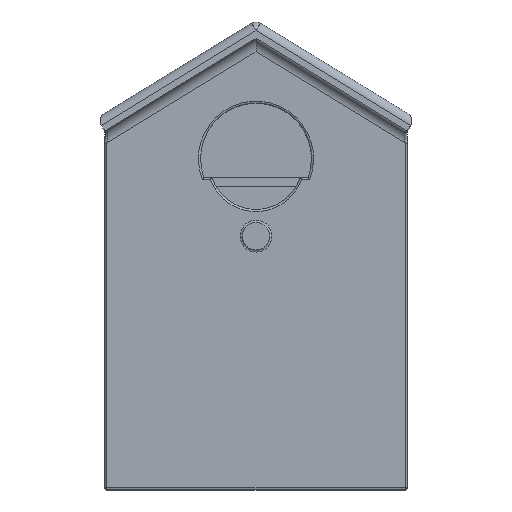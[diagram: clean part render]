
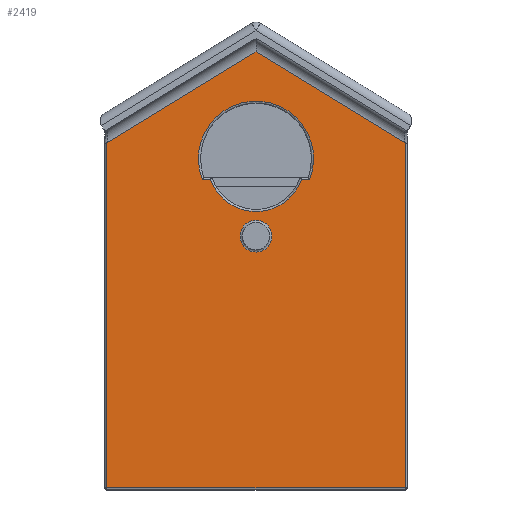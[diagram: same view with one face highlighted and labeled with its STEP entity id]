
A CAD part, front view. The second image highlights one B-rep face of the part: STEP entity #2419.
In plain terms, the highlighted planar face has unit normal (0, -1, 0).
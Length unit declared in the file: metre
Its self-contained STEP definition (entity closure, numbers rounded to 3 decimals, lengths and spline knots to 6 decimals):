
#110=CIRCLE('',#2589,0.013546);
#111=CIRCLE('',#2590,0.016122);
#112=CIRCLE('',#2591,0.004457);
#172=ORIENTED_EDGE('',*,*,#886,.T.);
#173=ORIENTED_EDGE('',*,*,#887,.T.);
#174=ORIENTED_EDGE('',*,*,#888,.T.);
#175=ORIENTED_EDGE('',*,*,#889,.T.);
#176=ORIENTED_EDGE('',*,*,#890,.T.);
#177=ORIENTED_EDGE('',*,*,#891,.T.);
#178=ORIENTED_EDGE('',*,*,#892,.T.);
#179=ORIENTED_EDGE('',*,*,#893,.T.);
#180=ORIENTED_EDGE('',*,*,#894,.T.);
#181=ORIENTED_EDGE('',*,*,#895,.T.);
#886=EDGE_CURVE('',#1243,#1244,#1463,.F.);
#887=EDGE_CURVE('',#1244,#1245,#110,.F.);
#888=EDGE_CURVE('',#1245,#1246,#1464,.F.);
#889=EDGE_CURVE('',#1246,#1243,#111,.F.);
#890=EDGE_CURVE('',#1247,#1247,#112,.F.);
#891=EDGE_CURVE('',#1248,#1249,#1465,.T.);
#892=EDGE_CURVE('',#1249,#1250,#1466,.F.);
#893=EDGE_CURVE('',#1250,#1251,#1467,.T.);
#894=EDGE_CURVE('',#1251,#1252,#1468,.T.);
#895=EDGE_CURVE('',#1252,#1248,#1469,.T.);
#1243=VERTEX_POINT('',#3516);
#1244=VERTEX_POINT('',#3517);
#1245=VERTEX_POINT('',#3519);
#1246=VERTEX_POINT('',#3521);
#1247=VERTEX_POINT('',#3524);
#1248=VERTEX_POINT('',#3526);
#1249=VERTEX_POINT('',#3527);
#1250=VERTEX_POINT('',#3529);
#1251=VERTEX_POINT('',#3531);
#1252=VERTEX_POINT('',#3533);
#1463=LINE('',#3515,#1720);
#1464=LINE('',#3520,#1721);
#1465=LINE('',#3525,#1722);
#1466=LINE('',#3528,#1723);
#1467=LINE('',#3530,#1724);
#1468=LINE('',#3532,#1725);
#1469=LINE('',#3534,#1726);
#1720=VECTOR('',#2814,1.);
#1721=VECTOR('',#2817,1.);
#1722=VECTOR('',#2822,1.);
#1723=VECTOR('',#2823,1.);
#1724=VECTOR('',#2824,1.);
#1725=VECTOR('',#2825,1.);
#1726=VECTOR('',#2826,1.);
#1977=EDGE_LOOP('',(#172,#173,#174,#175));
#1978=EDGE_LOOP('',(#176));
#1979=EDGE_LOOP('',(#177,#178,#179,#180,#181));
#2150=FACE_BOUND('',#1977,.T.);
#2151=FACE_BOUND('',#1978,.T.);
#2152=FACE_BOUND('',#1979,.T.);
#2323=PLANE('',#2588);
#2419=ADVANCED_FACE('',(#2150,#2151,#2152),#2323,.T.);
#2588=AXIS2_PLACEMENT_3D('',#3514,#2812,#2813);
#2589=AXIS2_PLACEMENT_3D('',#3518,#2815,#2816);
#2590=AXIS2_PLACEMENT_3D('',#3522,#2818,#2819);
#2591=AXIS2_PLACEMENT_3D('',#3523,#2820,#2821);
#2812=DIRECTION('',(0.,-1.,0.));
#2813=DIRECTION('',(1.,0.,0.));
#2814=DIRECTION('',(1.,0.,0.));
#2815=DIRECTION('',(0.,-1.,0.));
#2816=DIRECTION('',(0.,0.,-1.));
#2817=DIRECTION('',(1.,0.,0.));
#2818=DIRECTION('',(0.,-1.,0.));
#2819=DIRECTION('',(0.,0.,-1.));
#2820=DIRECTION('',(0.,-1.,0.));
#2821=DIRECTION('',(0.,0.,-1.));
#2822=DIRECTION('',(1.,0.,0.));
#2823=DIRECTION('',(0.,0.,-1.));
#2824=DIRECTION('',(-0.853,0.,0.522));
#2825=DIRECTION('',(-0.853,0.,-0.522));
#2826=DIRECTION('',(0.,0.,-1.));
#3514=CARTESIAN_POINT('',(0.,-0.0762,0.01298));
#3515=CARTESIAN_POINT('',(0.012337,-0.0762,0.036749));
#3516=CARTESIAN_POINT('',(0.015041,-0.0762,0.036749));
#3517=CARTESIAN_POINT('',(0.012769,-0.0762,0.036749));
#3518=CARTESIAN_POINT('',(0.,-0.0762,0.041271));
#3519=CARTESIAN_POINT('',(-0.012769,-0.0762,0.036749));
#3520=CARTESIAN_POINT('',(-0.014623,-0.0762,0.036749));
#3521=CARTESIAN_POINT('',(-0.015041,-0.0762,0.036749));
#3522=CARTESIAN_POINT('',(0.,-0.0762,0.042555));
#3523=CARTESIAN_POINT('',(0.,-0.0762,0.020848));
#3524=CARTESIAN_POINT('',(0.,-0.0762,0.01639));
#3525=CARTESIAN_POINT('',(0.042374,-0.0762,-0.049671));
#3526=CARTESIAN_POINT('',(-0.041773,-0.0762,-0.049671));
#3527=CARTESIAN_POINT('',(0.041773,-0.0762,-0.049671));
#3528=CARTESIAN_POINT('',(0.041773,-0.0762,0.01298));
#3529=CARTESIAN_POINT('',(0.041773,-0.0762,0.046901));
#3530=CARTESIAN_POINT('',(0.02651,-0.0762,0.056252));
#3531=CARTESIAN_POINT('',(0.,-0.0762,0.072493));
#3532=CARTESIAN_POINT('',(-0.02651,-0.0762,0.056252));
#3533=CARTESIAN_POINT('',(-0.041773,-0.0762,0.046901));
#3534=CARTESIAN_POINT('',(-0.041773,-0.0762,-0.050272));
